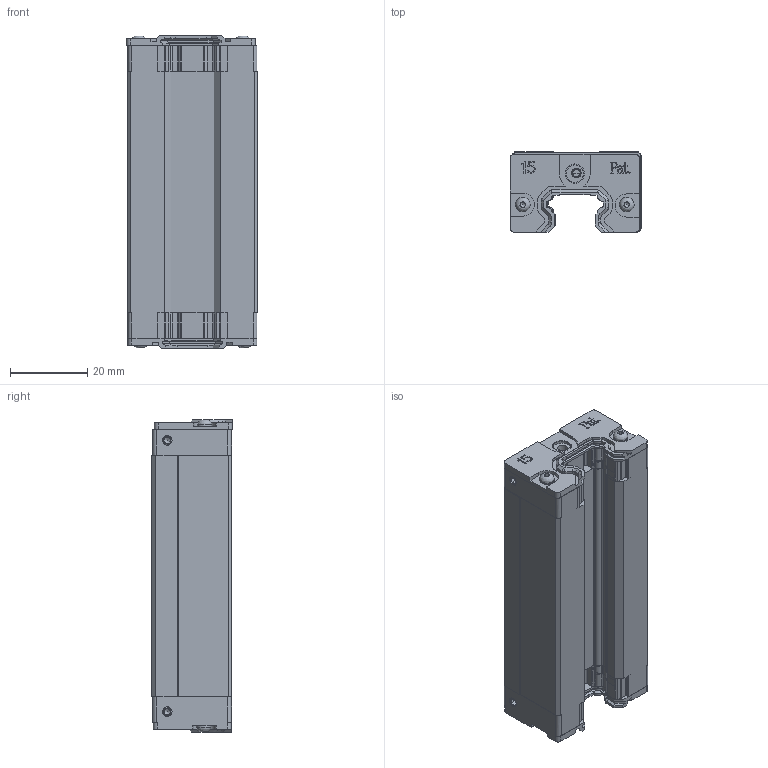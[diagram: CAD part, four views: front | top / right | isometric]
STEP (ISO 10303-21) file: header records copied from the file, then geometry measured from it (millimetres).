
FILE_DESCRIPTION(/* description */ (''),/* implementation_level */ '2;1');
FILE_NAME(/* name */ 'LGB_S15BESS_Shrinkwrap.ipt.stp',/* time_stamp */ '2015-10-28T12:08:37+01:00',/* author */ ('RLI'),/* organization */ (''),/* preprocessor_version */ 'ST-DEVELOPER v15.6',/* originating_system */ 'Autodesk Inventor 2015',/* authorisation */ '');
FILE_SCHEMA (('AUTOMOTIVE_DESIGN { 1 0 10303 214 3 1 1 }'));
Length unit declared in the file: millimetre
Products named in the file (1): LGB_S15BESS_Shrinkwrap
Bounding box: 34.14 x 20.87 x 81.1 mm (x, y, z)
Volume: 39000.9 mm3; surface area: 18888 mm2
Topology: 1 solids, 17 shells, 1464 faces, 3828 edges, 2448 vertices
Faces by surface type: plane 966, cylinder 358, cone 124, torus 12, bspline 4
Full cylindrical faces by diameter (mm): 1.5 x6, 2 x2, 2.1 x4, 2.5 x6, 2.6 x8, 3 x10, 3.5 x4, 3.8 x4, 4 x4, 4.5 x6, 4.6 x4, 5 x4
Entity records: 45924 total; most frequent: CARTESIAN_POINT 9129, ORIENTED_EDGE 7352, DIRECTION 7177, EDGE_CURVE 3676, LINE 2617, VECTOR 2617, VERTEX_POINT 2390, AXIS2_PLACEMENT_3D 2280
